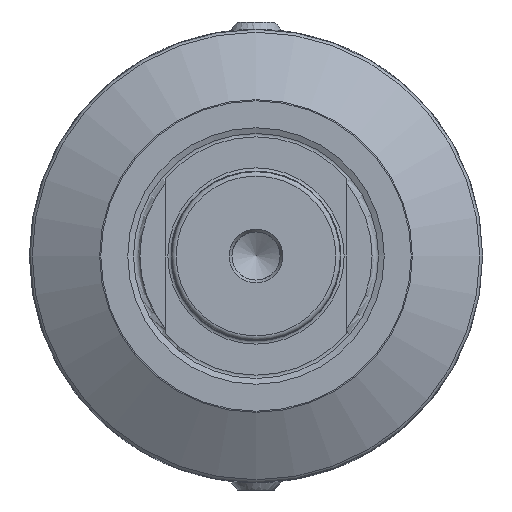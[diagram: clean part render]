
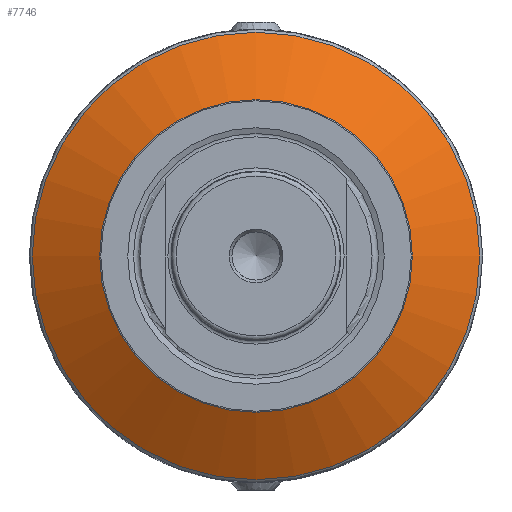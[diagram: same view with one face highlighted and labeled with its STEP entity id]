
A CAD part, left-side view. The second image highlights one B-rep face of the part: STEP entity #7746.
In plain terms, the highlighted conical face has half-angle 60 degrees and reference radius 39.5 mm.
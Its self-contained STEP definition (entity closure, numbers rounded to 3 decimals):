
#2057 = FACE_OUTER_BOUND ( 'NONE', #7536, .T. ) ;
#2565 = DIRECTION ( 'NONE',  ( 0., 0., 1. ) ) ;
#2658 = DIRECTION ( 'NONE',  ( 0., 0., -1. ) ) ;
#3242 = DIRECTION ( 'NONE',  ( 0., 0., 1. ) ) ;
#3350 = EDGE_CURVE ( 'NONE', #4278, #4278, #4244, .T. ) ;
#3572 = VERTEX_POINT ( 'NONE', #4178 ) ;
#3982 = AXIS2_PLACEMENT_3D ( 'NONE', #6275, #9150, #2565 ) ;
#4178 = CARTESIAN_POINT ( 'NONE',  ( 30.054, 0., 27.593 ) ) ;
#4244 = CIRCLE ( 'NONE', #3982, 39.5 ) ;
#4278 = VERTEX_POINT ( 'NONE', #5882 ) ;
#4752 = DIRECTION ( 'NONE',  ( -1., 0., 0. ) ) ;
#4794 = CARTESIAN_POINT ( 'NONE',  ( 36.928, 0., 0. ) ) ;
#4795 = EDGE_LOOP ( 'NONE', ( #6440 ) ) ;
#5129 = FACE_BOUND ( 'NONE', #4795, .T. ) ;
#5394 = AXIS2_PLACEMENT_3D ( 'NONE', #9191, #4752, #3242 ) ;
#5573 = AXIS2_PLACEMENT_3D ( 'NONE', #4794, #9273, #2658 ) ;
#5760 = ORIENTED_EDGE ( 'NONE', *, *, #3350, .T. ) ;
#5882 = CARTESIAN_POINT ( 'NONE',  ( 36.928, 0., 39.5 ) ) ;
#6275 = CARTESIAN_POINT ( 'NONE',  ( 36.928, 0., 0. ) ) ;
#6440 = ORIENTED_EDGE ( 'NONE', *, *, #8090, .F. ) ;
#6638 = CIRCLE ( 'NONE', #5394, 27.593 ) ;
#7536 = EDGE_LOOP ( 'NONE', ( #5760 ) ) ;
#7746 = ADVANCED_FACE ( 'NONE', ( #5129, #2057 ), #9175, .T. ) ;
#8090 = EDGE_CURVE ( 'NONE', #3572, #3572, #6638, .T. ) ;
#9150 = DIRECTION ( 'NONE',  ( -1., 0., 0. ) ) ;
#9175 = CONICAL_SURFACE ( 'NONE', #5573, 39.5, 1.047 ) ;
#9191 = CARTESIAN_POINT ( 'NONE',  ( 30.054, 0., 0. ) ) ;
#9273 = DIRECTION ( 'NONE',  ( 1., 0., 0. ) ) ;
